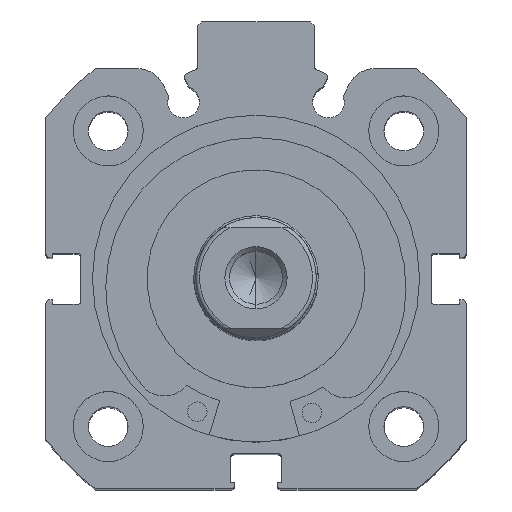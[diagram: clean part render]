
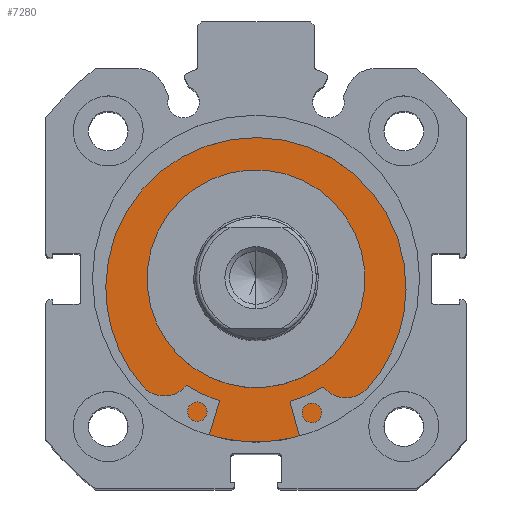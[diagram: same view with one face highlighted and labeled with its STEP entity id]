
A CAD part, top view. The second image highlights one B-rep face of the part: STEP entity #7280.
In plain terms, the highlighted face is planar.
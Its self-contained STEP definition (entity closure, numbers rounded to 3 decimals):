
#26 = CIRCLE ( 'NONE', #6756, 14. ) ;
#111 = CIRCLE ( 'NONE', #6792, 21. ) ;
#222 = CIRCLE ( 'NONE', #6839, 21. ) ;
#439 = FACE_BOUND ( 'NONE', #2649, .T. ) ;
#450 = FACE_OUTER_BOUND ( 'NONE', #2650, .T. ) ;
#1085 = CARTESIAN_POINT ( 'NONE',  ( 3.5, 0., 0. ) ) ;
#1092 = DIRECTION ( 'NONE',  ( -1., 0., 0. ) ) ;
#1093 = DIRECTION ( 'NONE',  ( 0., 0., 1. ) ) ;
#1464 = CARTESIAN_POINT ( 'NONE',  ( 3.5, 21., 0. ) ) ;
#1465 = PLANE ( 'NONE',  #6923 ) ;
#1466 = DIRECTION ( 'NONE',  ( 1., 0., 0. ) ) ;
#1467 = DIRECTION ( 'NONE',  ( 0., 0., -1. ) ) ;
#2649 = EDGE_LOOP ( 'NONE', ( #2985, #2984 ) ) ;
#2650 = EDGE_LOOP ( 'NONE', ( #2983, #2982 ) ) ;
#2982 = ORIENTED_EDGE ( 'NONE', *, *, #6553, .T. ) ;
#2983 = ORIENTED_EDGE ( 'NONE', *, *, #6473, .T. ) ;
#2984 = ORIENTED_EDGE ( 'NONE', *, *, #6415, .F. ) ;
#2985 = ORIENTED_EDGE ( 'NONE', *, *, #6349, .F. ) ;
#4371 = VERTEX_POINT ( 'NONE', #4666 ) ;
#4372 = VERTEX_POINT ( 'NONE', #4667 ) ;
#4378 = VERTEX_POINT ( 'NONE', #4672 ) ;
#4379 = VERTEX_POINT ( 'NONE', #4673 ) ;
#4666 = CARTESIAN_POINT ( 'NONE',  ( 3.5, 0., 14. ) ) ;
#4667 = CARTESIAN_POINT ( 'NONE',  ( 3.5, 0., -14. ) ) ;
#4672 = CARTESIAN_POINT ( 'NONE',  ( 3.5, 0., -21. ) ) ;
#4673 = CARTESIAN_POINT ( 'NONE',  ( 3.5, 0., 21. ) ) ;
#5170 = CARTESIAN_POINT ( 'NONE',  ( 3.5, 0., 0. ) ) ;
#5171 = DIRECTION ( 'NONE',  ( -1., 0., 0. ) ) ;
#5172 = DIRECTION ( 'NONE',  ( 0., 0., 1. ) ) ;
#5331 = CARTESIAN_POINT ( 'NONE',  ( 3.5, 0., 0. ) ) ;
#5333 = DIRECTION ( 'NONE',  ( -1., 0., 0. ) ) ;
#5334 = DIRECTION ( 'NONE',  ( 0., 0., 1. ) ) ;
#5483 = CARTESIAN_POINT ( 'NONE',  ( 3.5, 0., 0. ) ) ;
#5484 = DIRECTION ( 'NONE',  ( -1., 0., 0. ) ) ;
#5485 = DIRECTION ( 'NONE',  ( 0., 0., 1. ) ) ;
#6349 = EDGE_CURVE ( 'NONE', #4371, #4372, #7509, .T. ) ;
#6415 = EDGE_CURVE ( 'NONE', #4372, #4371, #26, .T. ) ;
#6473 = EDGE_CURVE ( 'NONE', #4379, #4378, #111, .T. ) ;
#6553 = EDGE_CURVE ( 'NONE', #4378, #4379, #222, .T. ) ;
#6734 = AXIS2_PLACEMENT_3D ( 'NONE', #5170, #5171, #5172 ) ;
#6756 = AXIS2_PLACEMENT_3D ( 'NONE', #5331, #5333, #5334 ) ;
#6792 = AXIS2_PLACEMENT_3D ( 'NONE', #5483, #5484, #5485 ) ;
#6839 = AXIS2_PLACEMENT_3D ( 'NONE', #1085, #1092, #1093 ) ;
#6923 = AXIS2_PLACEMENT_3D ( 'NONE', #1464, #1466, #1467 ) ;
#7280 = ADVANCED_FACE ( 'NONE', ( #439, #450 ), #1465, .F. ) ;
#7509 = CIRCLE ( 'NONE', #6734, 14. ) ;
